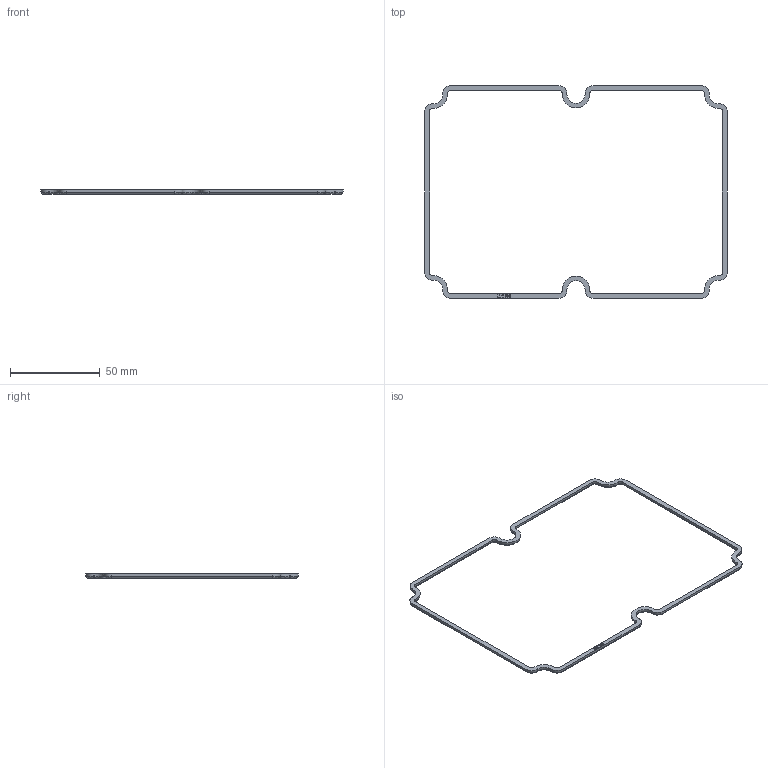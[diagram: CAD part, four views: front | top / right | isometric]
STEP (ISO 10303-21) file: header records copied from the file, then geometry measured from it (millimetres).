
FILE_DESCRIPTION (( 'STEP AP203' ), '1' );
FILE_NAME ('1550Z120GASKET.step', '2020-11-17T19:53:57', ( 'ADC123' ), ( 'Microsoft' ), 'SwSTEP 2.0', 'SolidWorks 2019', '' );
FILE_SCHEMA (( 'CONFIG_CONTROL_DESIGN' ));
Length unit declared in the file: inch
Products named in the file (1): 1550Z120GASKET
Bounding box: 168.5 x 118.5 x 2.35 mm (x, y, z)
Volume: 2919 mm3; surface area: 4924.5 mm2
Topology: 1 solids, 1 shells, 203 faces, 516 edges, 320 vertices
Faces by surface type: bspline 78, plane 53, cone 36, cylinder 36
Entity records: 8417 total; most frequent: CARTESIAN_POINT 3882, ORIENTED_EDGE 1032, DIRECTION 792, EDGE_CURVE 516, VERTEX_POINT 320, AXIS2_PLACEMENT_3D 270, LINE 252, VECTOR 252
